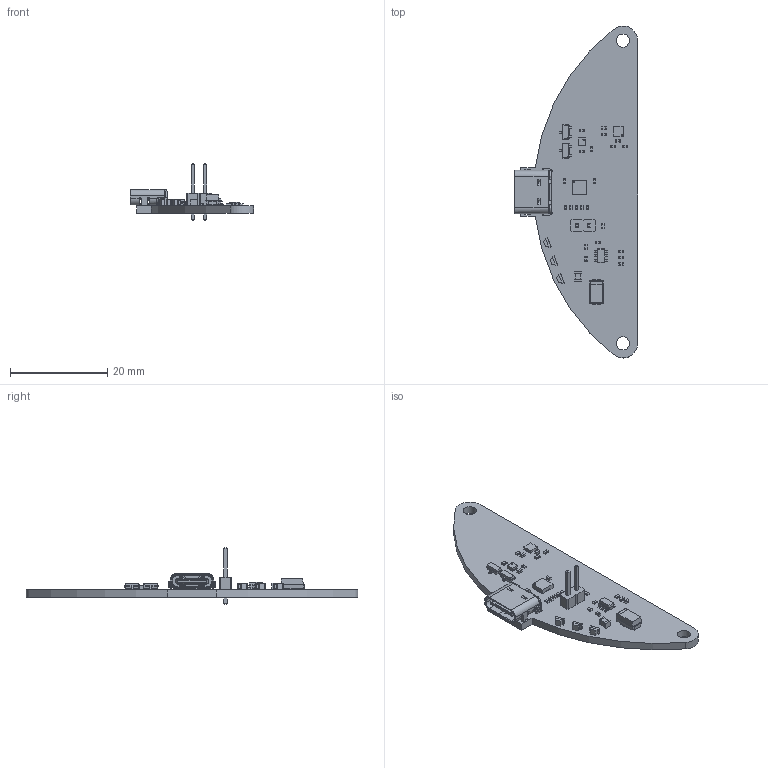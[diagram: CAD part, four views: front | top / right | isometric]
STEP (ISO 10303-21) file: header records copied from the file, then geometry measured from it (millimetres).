
FILE_DESCRIPTION(('KiCad electronic assembly'),'2;1');
FILE_NAME('LAMP_OUTDOOR_BATTERY.step','2025-01-29T17:16:15',('Pcbnew'),( 'Kicad'),'Open CASCADE STEP processor 7.8','KiCad to STEP converter' ,'Unknown');
FILE_SCHEMA(('AUTOMOTIVE_DESIGN { 1 0 10303 214 1 1 1 1 }'));
Length unit declared in the file: millimetre
Products named in the file (26): LAMP_OUTDOOR_BATTERY 1; C_0402_1005Metric; SOT-23-3; 629722000214; MCP73833T-CNI_MF; MCP73833T-AMI_MF; R_0402_1005Metric; LED_0805_2012Metric; L_0805_2012Metric; AT42QT1012-MAHR; MT3608; WSON-6_1.5x1.5mm_P0.5mm; WSON6_15x15mm_Pitch05mm; PinHeader_1x02_P2.54mm_Vertical; PinHeader_1x02_P254mm_Vertical; D_SMA; LAMP_OUTDOOR_BATTERY_PCB
Assembly tree (48 placements, depth 3):
  LAMP_OUTDOOR_BATTERY 1
    C_0402_1005Metric  x7
      C_0402_1005Metric
    SOT-23-3  x2
      SOT-23-3
    629722000214
      629722000214
    MCP73833T-CNI_MF
      MCP73833T-AMI_MF
    R_0402_1005Metric  x15
      R_0402_1005Metric
    LED_0805_2012Metric  x3
      LED_0805_2012Metric
    L_0805_2012Metric
      L_0805_2012Metric
    AT42QT1012-MAHR
      AT42QT1012-MAHR
    MT3608
      MT3608
    WSON-6_1.5x1.5mm_P0.5mm
      WSON6_15x15mm_Pitch05mm
    PinHeader_1x02_P2.54mm_Vertical
      PinHeader_1x02_P254mm_Vertical
    D_SMA
      D_SMA
    LAMP_OUTDOOR_BATTERY_PCB
Bounding box: 25.3 x 68.26 x 11.54 mm (x, y, z)
Volume: 1998 mm3; surface area: 3649.5 mm2
Topology: 86 solids, 86 shells, 2453 faces, 6457 edges, 4191 vertices
Faces by surface type: plane 1738, cylinder 625, bspline 62, cone 24, sphere 4
Full cylindrical faces by diameter (mm): 0.3 x1, 0.5 x2, 0.65 x2, 1 x2, 2.7 x2
Entity records: 58167 total; most frequent: CARTESIAN_POINT 11017, ORIENTED_EDGE 9244, DIRECTION 8866, EDGE_CURVE 4622, LINE 3664, VECTOR 3664, VERTEX_POINT 3008, AXIS2_PLACEMENT_3D 2601
